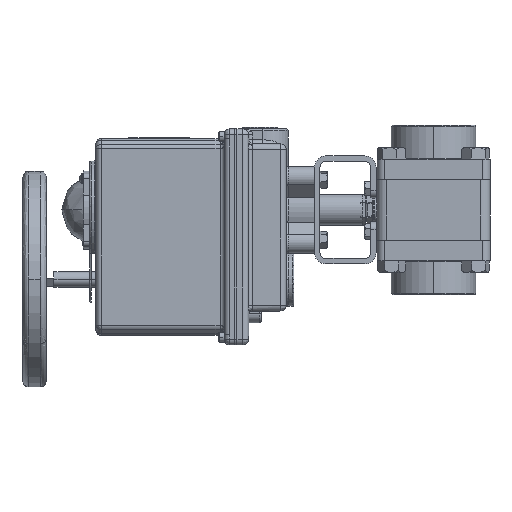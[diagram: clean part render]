
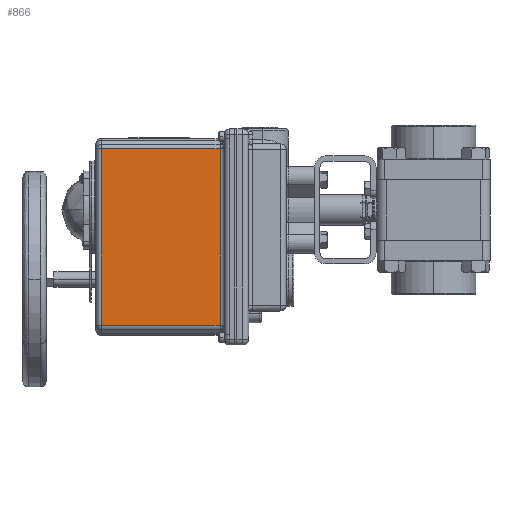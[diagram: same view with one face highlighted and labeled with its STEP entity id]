
A CAD part, left-side view. The second image highlights one B-rep face of the part: STEP entity #866.
In plain terms, the highlighted planar face has unit normal (-1, 0, 0).
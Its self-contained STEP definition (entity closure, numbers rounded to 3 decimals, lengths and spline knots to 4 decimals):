
#866 = ADVANCED_FACE ( 'NONE', ( #23171 ), #8194, .F. ) ;
#1421 = EDGE_CURVE ( 'NONE', #24677, #25082, #8108, .T. ) ;
#3104 = CARTESIAN_POINT ( 'NONE',  ( -2.065, 10.762, 2.315 ) ) ;
#4169 = CARTESIAN_POINT ( 'NONE',  ( -2.065, 6.9195, 2.315 ) ) ;
#5146 = CARTESIAN_POINT ( 'NONE',  ( -2.065, 10.9495, -3.7373 ) ) ;
#8108 = LINE ( 'NONE', #4169, #16605 ) ;
#8194 = PLANE ( 'NONE',  #15247 ) ;
#8300 = EDGE_CURVE ( 'NONE', #22345, #33936, #38630, .T. ) ;
#8378 = DIRECTION ( 'NONE',  ( 0., 1., 0. ) ) ;
#11438 = CARTESIAN_POINT ( 'NONE',  ( -2.065, 10.9495, 1.9873 ) ) ;
#12921 = VECTOR ( 'NONE', #33874, 39.3701 ) ;
#15001 = ORIENTED_EDGE ( 'NONE', *, *, #24153, .F. ) ;
#15247 = AXIS2_PLACEMENT_3D ( 'NONE', #37051, #40292, #21054 ) ;
#16605 = VECTOR ( 'NONE', #17067, 39.3701 ) ;
#17067 = DIRECTION ( 'NONE',  ( 0., 0., 1. ) ) ;
#18071 = EDGE_LOOP ( 'NONE', ( #15001, #19329, #30861, #23406 ) ) ;
#18869 = VECTOR ( 'NONE', #8378, 39.3701 ) ;
#19329 = ORIENTED_EDGE ( 'NONE', *, *, #8300, .F. ) ;
#19966 = CARTESIAN_POINT ( 'NONE',  ( -2.065, 10.762, -3.7373 ) ) ;
#20043 = CARTESIAN_POINT ( 'NONE',  ( -2.065, 6.9195, -3.7373 ) ) ;
#21054 = DIRECTION ( 'NONE',  ( 0., 0., -1. ) ) ;
#22345 = VERTEX_POINT ( 'NONE', #19966 ) ;
#23171 = FACE_OUTER_BOUND ( 'NONE', #18071, .T. ) ;
#23406 = ORIENTED_EDGE ( 'NONE', *, *, #1421, .T. ) ;
#24153 = EDGE_CURVE ( 'NONE', #33936, #25082, #38519, .T. ) ;
#24677 = VERTEX_POINT ( 'NONE', #20043 ) ;
#25082 = VERTEX_POINT ( 'NONE', #38829 ) ;
#25642 = CARTESIAN_POINT ( 'NONE',  ( -2.065, 10.762, 1.9873 ) ) ;
#27399 = LINE ( 'NONE', #5146, #18869 ) ;
#30861 = ORIENTED_EDGE ( 'NONE', *, *, #38586, .F. ) ;
#31841 = DIRECTION ( 'NONE',  ( 0., 0., 1. ) ) ;
#33874 = DIRECTION ( 'NONE',  ( 0., -1., 0. ) ) ;
#33936 = VERTEX_POINT ( 'NONE', #25642 ) ;
#37051 = CARTESIAN_POINT ( 'NONE',  ( -2.065, 10.9495, 2.315 ) ) ;
#37632 = VECTOR ( 'NONE', #31841, 39.3701 ) ;
#38519 = LINE ( 'NONE', #11438, #12921 ) ;
#38586 = EDGE_CURVE ( 'NONE', #24677, #22345, #27399, .T. ) ;
#38630 = LINE ( 'NONE', #3104, #37632 ) ;
#38829 = CARTESIAN_POINT ( 'NONE',  ( -2.065, 6.9195, 1.9873 ) ) ;
#40292 = DIRECTION ( 'NONE',  ( 1., 0., 0. ) ) ;
